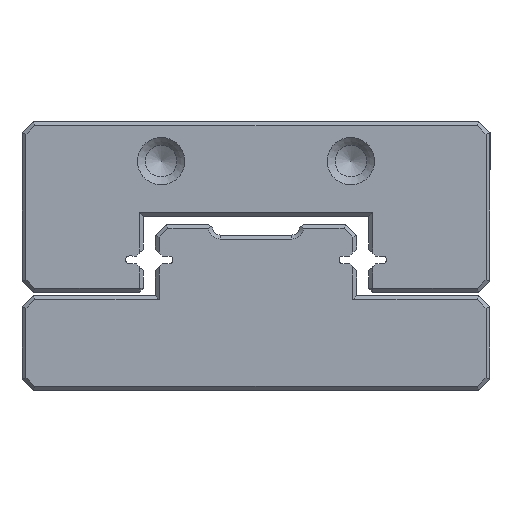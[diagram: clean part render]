
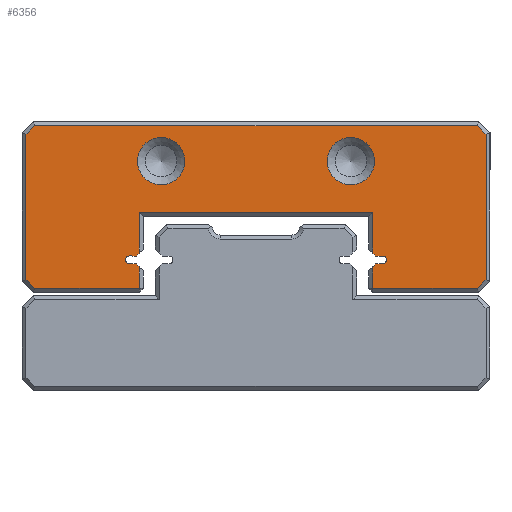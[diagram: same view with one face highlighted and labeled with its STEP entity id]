
A CAD part, left-side view. The second image highlights one B-rep face of the part: STEP entity #6356.
In plain terms, the highlighted planar face has unit normal (-1, 0, 0).
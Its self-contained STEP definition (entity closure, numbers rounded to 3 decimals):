
#5215=FACE_BOUND('',#9920,.T.);
#5216=FACE_BOUND('',#9921,.T.);
#5217=FACE_BOUND('',#9922,.T.);
#5830=CIRCLE('',#27424,0.25);
#5851=CIRCLE('',#27453,0.25);
#5855=CIRCLE('',#27463,1.5);
#5856=CIRCLE('',#27464,1.5);
#6356=ADVANCED_FACE('',(#5215,#5216,#5217),#7609,.T.);
#7609=PLANE('',#27465);
#9920=EDGE_LOOP('',(#13051,#13052,#13053,#13054,#13055,#13056,#13057,#13058,
#13059,#13060,#13061,#13062,#13063,#13064,#13065,#13066,#13067,#13068,#13069,
#13070,#13071,#13072,#13073,#13074));
#9921=EDGE_LOOP('',(#13075));
#9922=EDGE_LOOP('',(#13076));
#13051=ORIENTED_EDGE('',*,*,#20503,.F.);
#13052=ORIENTED_EDGE('',*,*,#20542,.T.);
#13053=ORIENTED_EDGE('',*,*,#20543,.T.);
#13054=ORIENTED_EDGE('',*,*,#20544,.T.);
#13055=ORIENTED_EDGE('',*,*,#20470,.F.);
#13056=ORIENTED_EDGE('',*,*,#20464,.F.);
#13057=ORIENTED_EDGE('',*,*,#20461,.F.);
#13058=ORIENTED_EDGE('',*,*,#20458,.F.);
#13059=ORIENTED_EDGE('',*,*,#20456,.F.);
#13060=ORIENTED_EDGE('',*,*,#20545,.T.);
#13061=ORIENTED_EDGE('',*,*,#20546,.T.);
#13062=ORIENTED_EDGE('',*,*,#20547,.T.);
#13063=ORIENTED_EDGE('',*,*,#20548,.T.);
#13064=ORIENTED_EDGE('',*,*,#20549,.T.);
#13065=ORIENTED_EDGE('',*,*,#20550,.T.);
#13066=ORIENTED_EDGE('',*,*,#20551,.T.);
#13067=ORIENTED_EDGE('',*,*,#20552,.T.);
#13068=ORIENTED_EDGE('',*,*,#20553,.T.);
#13069=ORIENTED_EDGE('',*,*,#20554,.T.);
#13070=ORIENTED_EDGE('',*,*,#20555,.T.);
#13071=ORIENTED_EDGE('',*,*,#20517,.F.);
#13072=ORIENTED_EDGE('',*,*,#20511,.F.);
#13073=ORIENTED_EDGE('',*,*,#20508,.F.);
#13074=ORIENTED_EDGE('',*,*,#20505,.F.);
#13075=ORIENTED_EDGE('',*,*,#20556,.T.);
#13076=ORIENTED_EDGE('',*,*,#20557,.T.);
#18160=VERTEX_POINT('',#36788);
#18161=VERTEX_POINT('',#36790);
#18162=VERTEX_POINT('',#36794);
#18164=VERTEX_POINT('',#36800);
#18166=VERTEX_POINT('',#36806);
#18171=VERTEX_POINT('',#36818);
#18199=VERTEX_POINT('',#36882);
#18200=VERTEX_POINT('',#36884);
#18201=VERTEX_POINT('',#36888);
#18203=VERTEX_POINT('',#36894);
#18205=VERTEX_POINT('',#36900);
#18210=VERTEX_POINT('',#36912);
#18231=VERTEX_POINT('',#36962);
#18232=VERTEX_POINT('',#36964);
#18233=VERTEX_POINT('',#36967);
#18234=VERTEX_POINT('',#36969);
#18235=VERTEX_POINT('',#36971);
#18236=VERTEX_POINT('',#36973);
#18237=VERTEX_POINT('',#36975);
#18238=VERTEX_POINT('',#36977);
#18239=VERTEX_POINT('',#36979);
#18240=VERTEX_POINT('',#36981);
#18241=VERTEX_POINT('',#36983);
#18242=VERTEX_POINT('',#36985);
#18243=VERTEX_POINT('',#36988);
#18244=VERTEX_POINT('',#36990);
#20456=EDGE_CURVE('',#18160,#18161,#23123,.T.);
#20458=EDGE_CURVE('',#18161,#18162,#23125,.T.);
#20461=EDGE_CURVE('',#18162,#18164,#5830,.T.);
#20464=EDGE_CURVE('',#18164,#18166,#23129,.T.);
#20470=EDGE_CURVE('',#18166,#18171,#23135,.T.);
#20503=EDGE_CURVE('',#18199,#18200,#23149,.T.);
#20505=EDGE_CURVE('',#18200,#18201,#23151,.T.);
#20508=EDGE_CURVE('',#18201,#18203,#5851,.T.);
#20511=EDGE_CURVE('',#18203,#18205,#23155,.T.);
#20517=EDGE_CURVE('',#18205,#18210,#23161,.T.);
#20542=EDGE_CURVE('',#18199,#18231,#23184,.T.);
#20543=EDGE_CURVE('',#18231,#18232,#23185,.T.);
#20544=EDGE_CURVE('',#18232,#18171,#23186,.T.);
#20545=EDGE_CURVE('',#18160,#18233,#23187,.T.);
#20546=EDGE_CURVE('',#18233,#18234,#23188,.T.);
#20547=EDGE_CURVE('',#18234,#18235,#23189,.T.);
#20548=EDGE_CURVE('',#18235,#18236,#23190,.T.);
#20549=EDGE_CURVE('',#18236,#18237,#23191,.T.);
#20550=EDGE_CURVE('',#18237,#18238,#23192,.T.);
#20551=EDGE_CURVE('',#18238,#18239,#23193,.T.);
#20552=EDGE_CURVE('',#18239,#18240,#23194,.T.);
#20553=EDGE_CURVE('',#18240,#18241,#23195,.T.);
#20554=EDGE_CURVE('',#18241,#18242,#23196,.T.);
#20555=EDGE_CURVE('',#18242,#18210,#23197,.T.);
#20556=EDGE_CURVE('',#18243,#18243,#5855,.T.);
#20557=EDGE_CURVE('',#18244,#18244,#5856,.T.);
#23123=LINE('',#36789,#25411);
#23125=LINE('',#36793,#25413);
#23129=LINE('',#36805,#25417);
#23135=LINE('',#36817,#25423);
#23149=LINE('',#36883,#25437);
#23151=LINE('',#36887,#25439);
#23155=LINE('',#36899,#25443);
#23161=LINE('',#36911,#25449);
#23184=LINE('',#36961,#25472);
#23185=LINE('',#36963,#25473);
#23186=LINE('',#36965,#25474);
#23187=LINE('',#36966,#25475);
#23188=LINE('',#36968,#25476);
#23189=LINE('',#36970,#25477);
#23190=LINE('',#36972,#25478);
#23191=LINE('',#36974,#25479);
#23192=LINE('',#36976,#25480);
#23193=LINE('',#36978,#25481);
#23194=LINE('',#36980,#25482);
#23195=LINE('',#36982,#25483);
#23196=LINE('',#36984,#25484);
#23197=LINE('',#36986,#25485);
#25411=VECTOR('',#30314,1.);
#25413=VECTOR('',#30318,1.);
#25417=VECTOR('',#30330,1.);
#25423=VECTOR('',#30338,1.);
#25437=VECTOR('',#30398,1.);
#25439=VECTOR('',#30402,1.);
#25443=VECTOR('',#30414,1.);
#25449=VECTOR('',#30422,1.);
#25472=VECTOR('',#30457,1.);
#25473=VECTOR('',#30458,1.);
#25474=VECTOR('',#30459,1.);
#25475=VECTOR('',#30460,1.);
#25476=VECTOR('',#30461,1.);
#25477=VECTOR('',#30462,1.);
#25478=VECTOR('',#30463,1.);
#25479=VECTOR('',#30464,1.);
#25480=VECTOR('',#30465,1.);
#25481=VECTOR('',#30466,1.);
#25482=VECTOR('',#30467,1.);
#25483=VECTOR('',#30468,1.);
#25484=VECTOR('',#30469,1.);
#25485=VECTOR('',#30470,1.);
#27424=AXIS2_PLACEMENT_3D('',#36799,#30323,#30324);
#27453=AXIS2_PLACEMENT_3D('',#36893,#30407,#30408);
#27463=AXIS2_PLACEMENT_3D('',#36987,#30471,#30472);
#27464=AXIS2_PLACEMENT_3D('',#36989,#30473,#30474);
#27465=AXIS2_PLACEMENT_3D('',#36991,#30475,#30476);
#30314=DIRECTION('',(0.,-0.707,0.707));
#30318=DIRECTION('',(0.,-1.,0.));
#30323=DIRECTION('',(-1.,0.,0.));
#30324=DIRECTION('',(0.,0.,-1.));
#30330=DIRECTION('',(0.,1.,0.));
#30338=DIRECTION('',(0.,0.707,0.707));
#30398=DIRECTION('',(0.,0.707,-0.707));
#30402=DIRECTION('',(0.,1.,0.));
#30407=DIRECTION('',(-1.,0.,0.));
#30408=DIRECTION('',(0.,0.,1.));
#30414=DIRECTION('',(0.,-1.,0.));
#30422=DIRECTION('',(0.,-0.707,-0.707));
#30457=DIRECTION('',(0.,0.,1.));
#30458=DIRECTION('',(0.,-1.,0.));
#30459=DIRECTION('',(0.,0.,-1.));
#30460=DIRECTION('',(0.,0.,-1.));
#30461=DIRECTION('',(0.,-1.,0.));
#30462=DIRECTION('',(0.,-0.707,0.707));
#30463=DIRECTION('',(0.,0.,1.));
#30464=DIRECTION('',(0.,0.707,0.707));
#30465=DIRECTION('',(0.,1.,0.));
#30466=DIRECTION('',(0.,0.707,-0.707));
#30467=DIRECTION('',(0.,0.,-1.));
#30468=DIRECTION('',(0.,-0.707,-0.707));
#30469=DIRECTION('',(0.,-1.,0.));
#30470=DIRECTION('',(0.,0.,1.));
#30471=DIRECTION('',(1.,0.,0.));
#30472=DIRECTION('',(0.,0.,-1.));
#30473=DIRECTION('',(1.,0.,0.));
#30474=DIRECTION('',(0.,0.,-1.));
#30475=DIRECTION('',(-1.,0.,0.));
#30476=DIRECTION('',(0.,0.,-1.));
#36788=CARTESIAN_POINT('',(80.,7.425,7.814));
#36789=CARTESIAN_POINT('',(80.,7.675,7.564));
#36790=CARTESIAN_POINT('',(80.,7.239,8.));
#36793=CARTESIAN_POINT('',(80.,7.239,8.));
#36794=CARTESIAN_POINT('',(80.,6.8,8.));
#36799=CARTESIAN_POINT('',(80.,6.8,8.25));
#36800=CARTESIAN_POINT('',(80.,6.8,8.5));
#36805=CARTESIAN_POINT('',(80.,6.8,8.5));
#36806=CARTESIAN_POINT('',(80.,7.239,8.5));
#36817=CARTESIAN_POINT('',(80.,7.239,8.5));
#36818=CARTESIAN_POINT('',(80.,7.425,8.686));
#36882=CARTESIAN_POINT('',(80.,22.175,8.686));
#36883=CARTESIAN_POINT('',(80.,21.925,8.936));
#36884=CARTESIAN_POINT('',(80.,22.361,8.5));
#36887=CARTESIAN_POINT('',(80.,22.361,8.5));
#36888=CARTESIAN_POINT('',(80.,22.8,8.5));
#36893=CARTESIAN_POINT('',(80.,22.8,8.25));
#36894=CARTESIAN_POINT('',(80.,22.8,8.));
#36899=CARTESIAN_POINT('',(80.,22.8,8.));
#36900=CARTESIAN_POINT('',(80.,22.361,8.));
#36911=CARTESIAN_POINT('',(80.,22.361,8.));
#36912=CARTESIAN_POINT('',(80.,22.175,7.814));
#36961=CARTESIAN_POINT('',(80.,22.175,11.));
#36962=CARTESIAN_POINT('',(80.,22.175,11.25));
#36963=CARTESIAN_POINT('',(80.,7.675,11.25));
#36964=CARTESIAN_POINT('',(80.,7.425,11.25));
#36965=CARTESIAN_POINT('',(80.,7.425,8.936));
#36966=CARTESIAN_POINT('',(80.,7.425,6.2));
#36967=CARTESIAN_POINT('',(80.,7.425,6.45));
#36968=CARTESIAN_POINT('',(80.,0.7,6.45));
#36969=CARTESIAN_POINT('',(80.,0.804,6.45));
#36970=CARTESIAN_POINT('',(80.,2.902,4.352));
#36971=CARTESIAN_POINT('',(80.,0.25,7.004));
#36972=CARTESIAN_POINT('',(80.,0.25,16.3));
#36973=CARTESIAN_POINT('',(80.,0.25,16.196));
#36974=CARTESIAN_POINT('',(80.,-0.448,15.498));
#36975=CARTESIAN_POINT('',(80.,0.804,16.75));
#36976=CARTESIAN_POINT('',(80.,28.9,16.75));
#36977=CARTESIAN_POINT('',(80.,28.796,16.75));
#36978=CARTESIAN_POINT('',(80.,22.048,23.498));
#36979=CARTESIAN_POINT('',(80.,29.35,16.196));
#36980=CARTESIAN_POINT('',(80.,29.35,6.9));
#36981=CARTESIAN_POINT('',(80.,29.35,7.004));
#36982=CARTESIAN_POINT('',(80.,18.698,-3.648));
#36983=CARTESIAN_POINT('',(80.,28.796,6.45));
#36984=CARTESIAN_POINT('',(80.,21.925,6.45));
#36985=CARTESIAN_POINT('',(80.,22.175,6.45));
#36986=CARTESIAN_POINT('',(80.,22.175,7.564));
#36987=CARTESIAN_POINT('',(80.,8.8,14.5));
#36988=CARTESIAN_POINT('',(80.,8.8,13.));
#36989=CARTESIAN_POINT('',(80.,20.8,14.5));
#36990=CARTESIAN_POINT('',(80.,20.8,13.));
#36991=CARTESIAN_POINT('',(80.,6.8,8.25));
